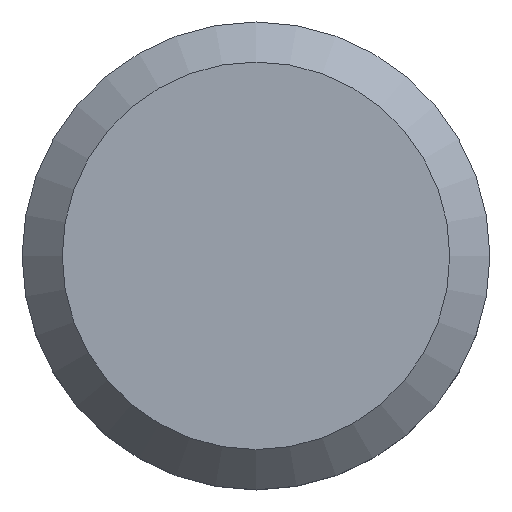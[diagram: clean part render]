
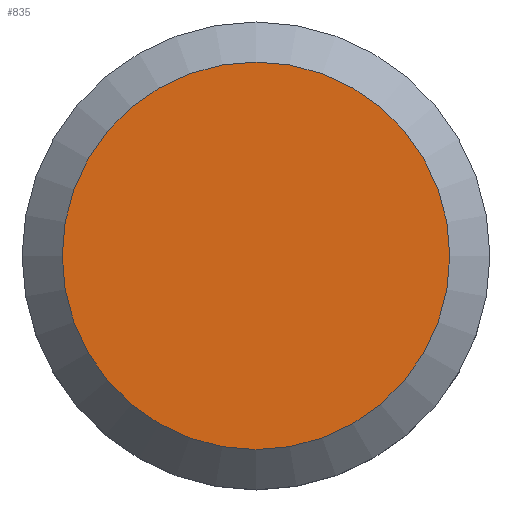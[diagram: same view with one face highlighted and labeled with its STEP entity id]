
A CAD part, top view. The second image highlights one B-rep face of the part: STEP entity #835.
In plain terms, the highlighted planar face has unit normal (0, 0, 1).
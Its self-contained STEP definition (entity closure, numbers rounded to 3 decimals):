
#31=PLANE('',#893);
#74=FACE_OUTER_BOUND('',#122,.T.);
#122=EDGE_LOOP('',(#648));
#140=CIRCLE('',#889,14.5);
#372=VERTEX_POINT('',#3472);
#484=EDGE_CURVE('',#372,#372,#140,.T.);
#648=ORIENTED_EDGE('',*,*,#484,.F.);
#835=ADVANCED_FACE('',(#74),#31,.T.);
#889=AXIS2_PLACEMENT_3D('',#3473,#1027,#1028);
#893=AXIS2_PLACEMENT_3D('',#3481,#1037,#1038);
#1027=DIRECTION('center_axis',(0.,0.,-1.));
#1028=DIRECTION('ref_axis',(1.,0.,0.));
#1037=DIRECTION('center_axis',(0.,0.,1.));
#1038=DIRECTION('ref_axis',(1.,0.,0.));
#3472=CARTESIAN_POINT('',(-14.5,0.,75.));
#3473=CARTESIAN_POINT('Origin',(0.,0.,
75.));
#3481=CARTESIAN_POINT('Origin',(0.,0.,
75.));
